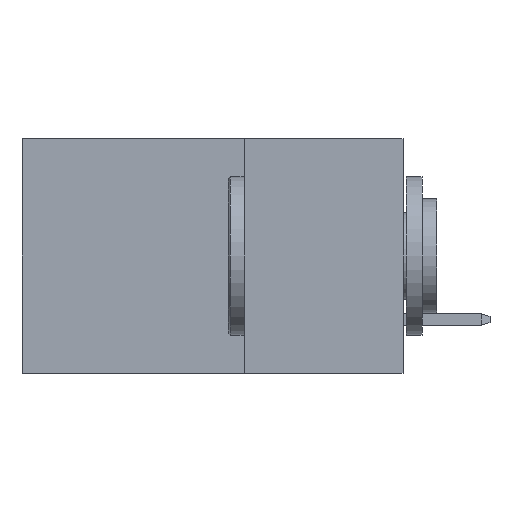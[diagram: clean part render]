
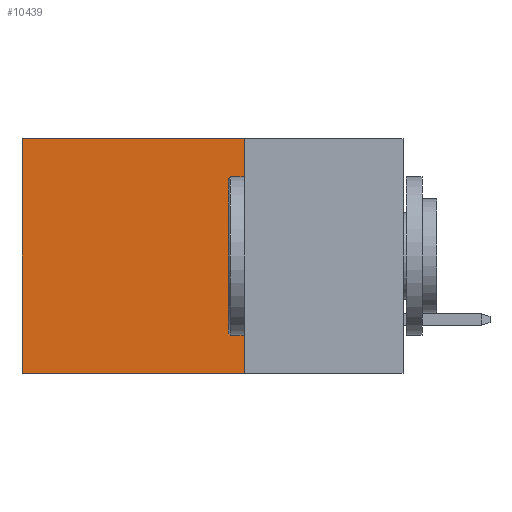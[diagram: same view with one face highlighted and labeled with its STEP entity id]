
A CAD part, left-side view. The second image highlights one B-rep face of the part: STEP entity #10439.
In plain terms, the highlighted planar face has unit normal (-1, 0, 0).
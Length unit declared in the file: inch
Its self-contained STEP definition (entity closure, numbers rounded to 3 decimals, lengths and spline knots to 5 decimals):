
#398 = VECTOR ( 'NONE', #7699, 39.37008 ) ;
#425 = LINE ( 'NONE', #6793, #398 ) ;
#1579 = VERTEX_POINT ( 'NONE', #2435 ) ;
#1693 = CARTESIAN_POINT ( 'NONE',  ( 0.2875, 0.6, 0. ) ) ;
#1708 = EDGE_CURVE ( 'NONE', #8174, #5607, #10845, .T. ) ;
#1722 = PLANE ( 'NONE',  #8520 ) ;
#1724 = DIRECTION ( 'NONE',  ( 0., 0., -1. ) ) ;
#1897 = VECTOR ( 'NONE', #11042, 39.37008 ) ;
#2430 = EDGE_CURVE ( 'NONE', #4330, #1579, #6671, .T. ) ;
#2435 = CARTESIAN_POINT ( 'NONE',  ( 0.2875, 0.6, -0.37 ) ) ;
#2520 = FACE_OUTER_BOUND ( 'NONE', #2734, .T. ) ;
#2734 = EDGE_LOOP ( 'NONE', ( #10321, #10248, #4366, #10239 ) ) ;
#3349 = CARTESIAN_POINT ( 'NONE',  ( 0.2875, 0.25, 0. ) ) ;
#3549 = DIRECTION ( 'NONE',  ( 1., 0., 0. ) ) ;
#4330 = VERTEX_POINT ( 'NONE', #1693 ) ;
#4366 = ORIENTED_EDGE ( 'NONE', *, *, #1708, .F. ) ;
#4941 = DIRECTION ( 'NONE',  ( 0., 0., -1. ) ) ;
#5607 = VERTEX_POINT ( 'NONE', #10135 ) ;
#5878 = EDGE_CURVE ( 'NONE', #5607, #1579, #425, .T. ) ;
#6197 = DIRECTION ( 'NONE',  ( 0., 0., -1. ) ) ;
#6671 = LINE ( 'NONE', #9295, #6773 ) ;
#6773 = VECTOR ( 'NONE', #4941, 39.37008 ) ;
#6793 = CARTESIAN_POINT ( 'NONE',  ( 0.2875, 0.25, -0.37 ) ) ;
#7306 = VECTOR ( 'NONE', #1724, 39.37008 ) ;
#7699 = DIRECTION ( 'NONE',  ( 0., 1., 0. ) ) ;
#7855 = CARTESIAN_POINT ( 'NONE',  ( 0.2875, 0.25, 0. ) ) ;
#8174 = VERTEX_POINT ( 'NONE', #8857 ) ;
#8520 = AXIS2_PLACEMENT_3D ( 'NONE', #10366, #3549, #6197 ) ;
#8857 = CARTESIAN_POINT ( 'NONE',  ( 0.2875, 0.25, 0. ) ) ;
#9284 = EDGE_CURVE ( 'NONE', #8174, #4330, #9316, .T. ) ;
#9295 = CARTESIAN_POINT ( 'NONE',  ( 0.2875, 0.6, 0. ) ) ;
#9316 = LINE ( 'NONE', #3349, #1897 ) ;
#10135 = CARTESIAN_POINT ( 'NONE',  ( 0.2875, 0.25, -0.37 ) ) ;
#10239 = ORIENTED_EDGE ( 'NONE', *, *, #9284, .T. ) ;
#10248 = ORIENTED_EDGE ( 'NONE', *, *, #5878, .F. ) ;
#10321 = ORIENTED_EDGE ( 'NONE', *, *, #2430, .T. ) ;
#10366 = CARTESIAN_POINT ( 'NONE',  ( 0.2875, 0.25, 0. ) ) ;
#10439 = ADVANCED_FACE ( 'NONE', ( #2520 ), #1722, .F. ) ;
#10845 = LINE ( 'NONE', #7855, #7306 ) ;
#11042 = DIRECTION ( 'NONE',  ( 0., 1., 0. ) ) ;
